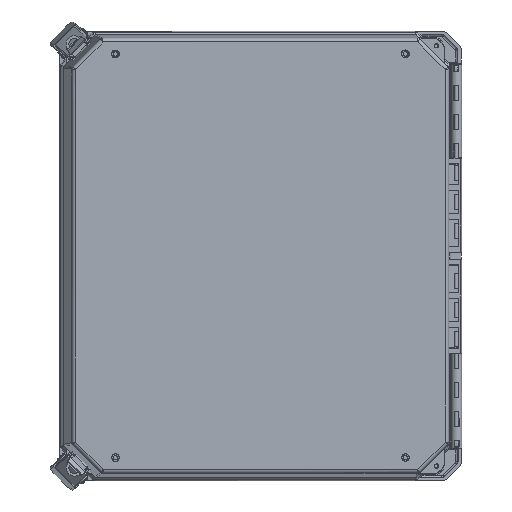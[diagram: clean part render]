
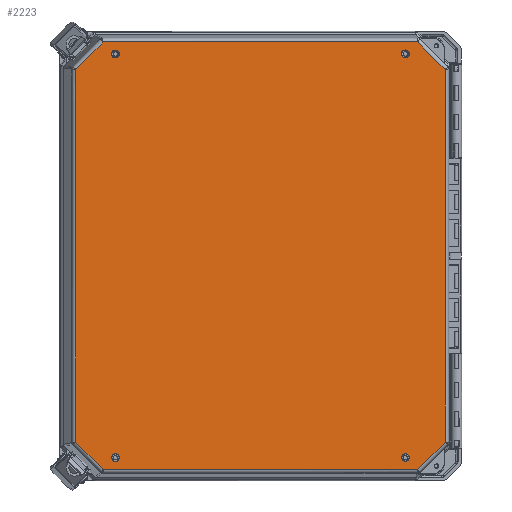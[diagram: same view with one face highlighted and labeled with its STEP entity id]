
A CAD part, top view. The second image highlights one B-rep face of the part: STEP entity #2223.
In plain terms, the highlighted face is planar.
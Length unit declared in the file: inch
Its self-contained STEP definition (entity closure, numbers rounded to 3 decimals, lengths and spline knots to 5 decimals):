
#382 = CIRCLE ( 'NONE', #27813, 0.136 ) ;
#829 = VERTEX_POINT ( 'NONE', #30797 ) ;
#2007 = DIRECTION ( 'NONE',  ( 1., 0., -0.017 ) ) ;
#2108 = VERTEX_POINT ( 'NONE', #97904 ) ;
#2223 = ADVANCED_FACE ( 'NONE', ( #78749, #86786, #24937, #92329, #31467 ), #84794, .T. ) ;
#2262 = CARTESIAN_POINT ( 'NONE',  ( -10.82438, 13.89108, -5.91191 ) ) ;
#2877 = CARTESIAN_POINT ( 'NONE',  ( -11.24693, -0.29661, -6.15215 ) ) ;
#3042 = CARTESIAN_POINT ( 'NONE',  ( -0.8259, 0.12022, -6.3268 ) ) ;
#5557 = CIRCLE ( 'NONE', #73064, 0.136 ) ;
#5967 = EDGE_LOOP ( 'NONE', ( #8426, #99344 ) ) ;
#6564 = VERTEX_POINT ( 'NONE', #54771 ) ;
#7057 = LINE ( 'NONE', #91604, #14108 ) ;
#7373 = CARTESIAN_POINT ( 'NONE',  ( -0.40335, -0.29331, -6.34139 ) ) ;
#7430 = CIRCLE ( 'NONE', #38016, 0.136 ) ;
#7733 = DIRECTION ( 'NONE',  ( 0.017, -0.017, 1. ) ) ;
#8248 = DIRECTION ( 'NONE',  ( -0.017, 0.017, -1. ) ) ;
#8426 = ORIENTED_EDGE ( 'NONE', *, *, #40513, .T. ) ;
#8708 = EDGE_CURVE ( 'NONE', #71676, #23888, #15055, .T. ) ;
#10123 = VECTOR ( 'NONE', #70441, 39.37008 ) ;
#10415 = EDGE_LOOP ( 'NONE', ( #99474, #87993 ) ) ;
#10938 = ORIENTED_EDGE ( 'NONE', *, *, #69248, .T. ) ;
#10970 = LINE ( 'NONE', #33661, #69266 ) ;
#11827 = ORIENTED_EDGE ( 'NONE', *, *, #35671, .T. ) ;
#11961 = CARTESIAN_POINT ( 'NONE',  ( -10.82438, 14.02705, -5.90954 ) ) ;
#12644 = DIRECTION ( 'NONE',  ( -0.707, -0.707, 0. ) ) ;
#13004 = VERTEX_POINT ( 'NONE', #88618 ) ;
#14108 = VECTOR ( 'NONE', #12644, 39.37008 ) ;
#14392 = DIRECTION ( 'NONE',  ( 0., -1., -0.017 ) ) ;
#14819 = CARTESIAN_POINT ( 'NONE',  ( -11.24693, 14.44058, -5.89495 ) ) ;
#15055 = LINE ( 'NONE', #39738, #10123 ) ;
#15121 = CARTESIAN_POINT ( 'NONE',  ( -12.19389, 0.65006, -6.11909 ) ) ;
#15266 = VECTOR ( 'NONE', #51215, 39.37008 ) ;
#15826 = VERTEX_POINT ( 'NONE', #96429 ) ;
#17725 = VECTOR ( 'NONE', #83750, 39.37008 ) ;
#17858 = DIRECTION ( 'NONE',  ( -1., 0., 0.017 ) ) ;
#18664 = DIRECTION ( 'NONE',  ( 0.017, -0.017, 1. ) ) ;
#19293 = CIRCLE ( 'NONE', #97999, 0.136 ) ;
#22914 = CARTESIAN_POINT ( 'NONE',  ( -11.24693, -0.29661, -6.15215 ) ) ;
#23458 = LINE ( 'NONE', #83353, #28647 ) ;
#23888 = VERTEX_POINT ( 'NONE', #25761 ) ;
#24937 = FACE_BOUND ( 'NONE', #5967, .T. ) ;
#25369 = EDGE_CURVE ( 'NONE', #95274, #15826, #84158, .T. ) ;
#25761 = CARTESIAN_POINT ( 'NONE',  ( -0.40335, 14.44388, -6.08419 ) ) ;
#26618 = DIRECTION ( 'NONE',  ( 0.017, -0.017, 1. ) ) ;
#27099 = DIRECTION ( 'NONE',  ( 0., -1., -0.017 ) ) ;
#27813 = AXIS2_PLACEMENT_3D ( 'NONE', #61335, #60857, #91504 ) ;
#28647 = VECTOR ( 'NONE', #14392, 39.37008 ) ;
#29819 = ORIENTED_EDGE ( 'NONE', *, *, #77101, .T. ) ;
#30797 = CARTESIAN_POINT ( 'NONE',  ( -0.96188, 0.12018, -6.32442 ) ) ;
#31467 = FACE_BOUND ( 'NONE', #59502, .T. ) ;
#33199 = VECTOR ( 'NONE', #98811, 39.37008 ) ;
#33661 = CARTESIAN_POINT ( 'NONE',  ( -12.19389, 7.0717, -6.00702 ) ) ;
#35671 = EDGE_CURVE ( 'NONE', #2108, #49086, #73052, .T. ) ;
#35800 = EDGE_CURVE ( 'NONE', #90585, #92783, #66334, .T. ) ;
#36600 = DIRECTION ( 'NONE',  ( 0.017, -0.017, 1. ) ) ;
#36751 = CIRCLE ( 'NONE', #41581, 0.136 ) ;
#37465 = CARTESIAN_POINT ( 'NONE',  ( -12.19389, 13.49333, -5.89495 ) ) ;
#38016 = AXIS2_PLACEMENT_3D ( 'NONE', #11961, #26618, #27099 ) ;
#38199 = DIRECTION ( 'NONE',  ( 1., 0., -0.017 ) ) ;
#38824 = CARTESIAN_POINT ( 'NONE',  ( -0.8259, 14.0301, -6.08404 ) ) ;
#39738 = CARTESIAN_POINT ( 'NONE',  ( -10.43544, 14.44083, -5.90911 ) ) ;
#39739 = CARTESIAN_POINT ( 'NONE',  ( -0.68992, 0.12026, -6.32917 ) ) ;
#39858 = VERTEX_POINT ( 'NONE', #39739 ) ;
#40418 = VERTEX_POINT ( 'NONE', #15121 ) ;
#40513 = EDGE_CURVE ( 'NONE', #39858, #829, #5557, .T. ) ;
#41581 = AXIS2_PLACEMENT_3D ( 'NONE', #3042, #18664, #88560 ) ;
#42106 = LINE ( 'NONE', #2877, #71716 ) ;
#42619 = DIRECTION ( 'NONE',  ( -0.707, 0.707, 0.025 ) ) ;
#42915 = VERTEX_POINT ( 'NONE', #94322 ) ;
#45237 = DIRECTION ( 'NONE',  ( 0.017, -0.017, 1. ) ) ;
#47686 = ORIENTED_EDGE ( 'NONE', *, *, #80006, .T. ) ;
#48569 = AXIS2_PLACEMENT_3D ( 'NONE', #85281, #8248, #17858 ) ;
#49086 = VERTEX_POINT ( 'NONE', #81957 ) ;
#50093 = ORIENTED_EDGE ( 'NONE', *, *, #75240, .T. ) ;
#51215 = DIRECTION ( 'NONE',  ( -1., 0., 0.017 ) ) ;
#51624 = DIRECTION ( 'NONE',  ( 0.017, -0.017, 1. ) ) ;
#54771 = CARTESIAN_POINT ( 'NONE',  ( 0.54361, 13.49721, -6.11725 ) ) ;
#56334 = DIRECTION ( 'NONE',  ( 0., 1., 0.017 ) ) ;
#57222 = EDGE_CURVE ( 'NONE', #40418, #76613, #10970, .T. ) ;
#57836 = EDGE_CURVE ( 'NONE', #87297, #13004, #93468, .T. ) ;
#59502 = EDGE_LOOP ( 'NONE', ( #75670, #11827 ) ) ;
#59576 = CARTESIAN_POINT ( 'NONE',  ( -0.40335, 14.44388, -6.08419 ) ) ;
#60857 = DIRECTION ( 'NONE',  ( 0.017, -0.017, 1. ) ) ;
#61117 = LINE ( 'NONE', #37465, #17725 ) ;
#61335 = CARTESIAN_POINT ( 'NONE',  ( -10.82438, 0.11717, -6.1523 ) ) ;
#61982 = EDGE_CURVE ( 'NONE', #15826, #95274, #382, .T. ) ;
#66334 = LINE ( 'NONE', #88948, #15266 ) ;
#67185 = ORIENTED_EDGE ( 'NONE', *, *, #35800, .T. ) ;
#67763 = AXIS2_PLACEMENT_3D ( 'NONE', #90843, #51624, #82320 ) ;
#68092 = AXIS2_PLACEMENT_3D ( 'NONE', #83485, #45237, #38199 ) ;
#68132 = LINE ( 'NONE', #59576, #33199 ) ;
#68237 = AXIS2_PLACEMENT_3D ( 'NONE', #38824, #36600, #97002 ) ;
#68648 = CARTESIAN_POINT ( 'NONE',  ( -12.19389, 13.49333, -5.89495 ) ) ;
#69248 = EDGE_CURVE ( 'NONE', #13004, #87297, #7430, .T. ) ;
#69266 = VECTOR ( 'NONE', #56334, 39.37008 ) ;
#70441 = DIRECTION ( 'NONE',  ( 1., 0., -0.017 ) ) ;
#70991 = CARTESIAN_POINT ( 'NONE',  ( -0.8259, 0.12022, -6.3268 ) ) ;
#71676 = VERTEX_POINT ( 'NONE', #14819 ) ;
#71716 = VECTOR ( 'NONE', #42619, 39.37008 ) ;
#73052 = CIRCLE ( 'NONE', #68237, 0.136 ) ;
#73064 = AXIS2_PLACEMENT_3D ( 'NONE', #70991, #73851, #2007 ) ;
#73851 = DIRECTION ( 'NONE',  ( 0.017, -0.017, 1. ) ) ;
#75240 = EDGE_CURVE ( 'NONE', #23888, #6564, #68132, .T. ) ;
#75670 = ORIENTED_EDGE ( 'NONE', *, *, #82895, .T. ) ;
#76345 = ORIENTED_EDGE ( 'NONE', *, *, #57836, .T. ) ;
#76613 = VERTEX_POINT ( 'NONE', #68648 ) ;
#77101 = EDGE_CURVE ( 'NONE', #42915, #90585, #7057, .T. ) ;
#78749 = FACE_OUTER_BOUND ( 'NONE', #99064, .T. ) ;
#78894 = EDGE_CURVE ( 'NONE', #829, #39858, #36751, .T. ) ;
#80006 = EDGE_CURVE ( 'NONE', #6564, #42915, #23458, .T. ) ;
#81957 = CARTESIAN_POINT ( 'NONE',  ( -0.8259, 13.89412, -6.08641 ) ) ;
#82113 = CARTESIAN_POINT ( 'NONE',  ( -10.96036, 0.11713, -6.14993 ) ) ;
#82320 = DIRECTION ( 'NONE',  ( 0., -1., -0.017 ) ) ;
#82869 = EDGE_CURVE ( 'NONE', #76613, #71676, #61117, .T. ) ;
#82885 = ORIENTED_EDGE ( 'NONE', *, *, #8708, .T. ) ;
#82895 = EDGE_CURVE ( 'NONE', #49086, #2108, #19293, .T. ) ;
#83353 = CARTESIAN_POINT ( 'NONE',  ( 0.54361, 7.07558, -6.22932 ) ) ;
#83485 = CARTESIAN_POINT ( 'NONE',  ( -10.82438, 0.11717, -6.1523 ) ) ;
#83750 = DIRECTION ( 'NONE',  ( 0.707, 0.707, 0. ) ) ;
#84158 = CIRCLE ( 'NONE', #68092, 0.136 ) ;
#84794 = PLANE ( 'NONE',  #48569 ) ;
#85281 = CARTESIAN_POINT ( 'NONE',  ( -10.43544, 7.07223, -6.03771 ) ) ;
#86786 = FACE_BOUND ( 'NONE', #90106, .T. ) ;
#87297 = VERTEX_POINT ( 'NONE', #2262 ) ;
#87993 = ORIENTED_EDGE ( 'NONE', *, *, #25369, .T. ) ;
#88560 = DIRECTION ( 'NONE',  ( 1., 0., -0.017 ) ) ;
#88618 = CARTESIAN_POINT ( 'NONE',  ( -10.82438, 14.16303, -5.90717 ) ) ;
#88948 = CARTESIAN_POINT ( 'NONE',  ( -10.43544, -0.29636, -6.16631 ) ) ;
#90106 = EDGE_LOOP ( 'NONE', ( #76345, #10938 ) ) ;
#90585 = VERTEX_POINT ( 'NONE', #7373 ) ;
#90843 = CARTESIAN_POINT ( 'NONE',  ( -10.82438, 14.02705, -5.90954 ) ) ;
#91011 = ORIENTED_EDGE ( 'NONE', *, *, #57222, .T. ) ;
#91504 = DIRECTION ( 'NONE',  ( 1., 0., -0.017 ) ) ;
#91604 = CARTESIAN_POINT ( 'NONE',  ( 0.54361, 0.65394, -6.34139 ) ) ;
#92329 = FACE_BOUND ( 'NONE', #10415, .T. ) ;
#92630 = ORIENTED_EDGE ( 'NONE', *, *, #82869, .T. ) ;
#92656 = EDGE_CURVE ( 'NONE', #92783, #40418, #42106, .T. ) ;
#92783 = VERTEX_POINT ( 'NONE', #22914 ) ;
#92817 = DIRECTION ( 'NONE',  ( 0., -1., -0.017 ) ) ;
#93468 = CIRCLE ( 'NONE', #67763, 0.136 ) ;
#94322 = CARTESIAN_POINT ( 'NONE',  ( 0.54361, 0.65394, -6.34139 ) ) ;
#95047 = ORIENTED_EDGE ( 'NONE', *, *, #92656, .T. ) ;
#95274 = VERTEX_POINT ( 'NONE', #82113 ) ;
#96429 = CARTESIAN_POINT ( 'NONE',  ( -10.6884, 0.11721, -6.15467 ) ) ;
#97002 = DIRECTION ( 'NONE',  ( 0., -1., -0.017 ) ) ;
#97904 = CARTESIAN_POINT ( 'NONE',  ( -0.8259, 14.16608, -6.08166 ) ) ;
#97999 = AXIS2_PLACEMENT_3D ( 'NONE', #98870, #7733, #92817 ) ;
#98811 = DIRECTION ( 'NONE',  ( 0.707, -0.707, -0.025 ) ) ;
#98870 = CARTESIAN_POINT ( 'NONE',  ( -0.8259, 14.0301, -6.08404 ) ) ;
#99064 = EDGE_LOOP ( 'NONE', ( #91011, #92630, #82885, #50093, #47686, #29819, #67185, #95047 ) ) ;
#99344 = ORIENTED_EDGE ( 'NONE', *, *, #78894, .T. ) ;
#99474 = ORIENTED_EDGE ( 'NONE', *, *, #61982, .T. ) ;
